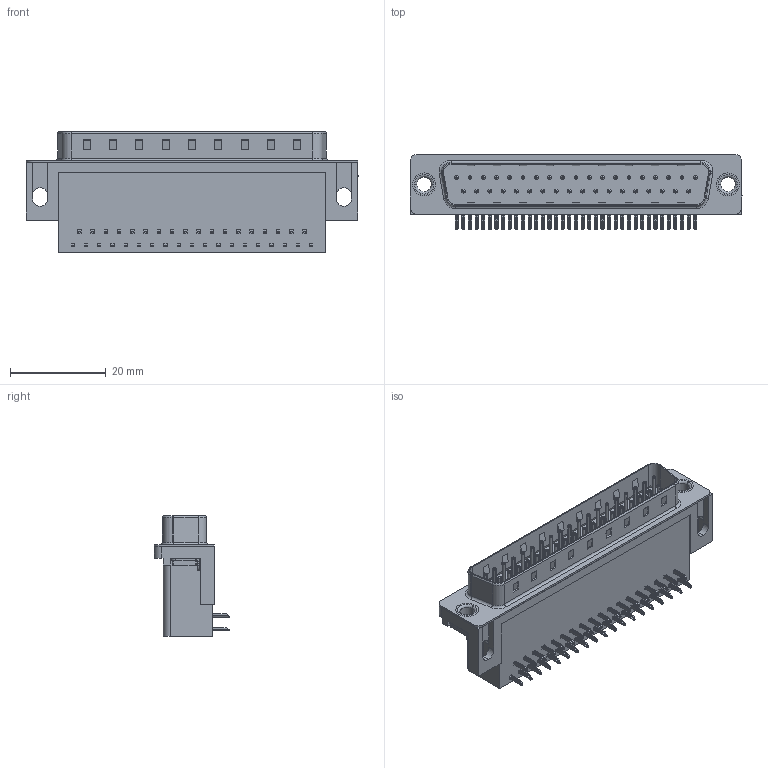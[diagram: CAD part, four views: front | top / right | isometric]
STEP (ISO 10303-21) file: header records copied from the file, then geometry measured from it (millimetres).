
FILE_DESCRIPTION (( 'STEP AP203' ), '1' );
FILE_NAME ('625-037-662-001.STEP', '2018-11-06T06:19:26', ( '' ), ( '' ), 'SwSTEP 2.0', 'SolidWorks 2016', '' );
FILE_SCHEMA (( 'CONFIG_CONTROL_DESIGN' ));
Length unit declared in the file: millimetre
Products named in the file (7): 625 Thru Hole Rivet; 625-037-662-001; 625 Housing_37 Socket; 625 Shell_37 Socket; 625 Contact Bottom; 625 Contact Top; 625 Non Board Mount
Assembly tree (43 placements, depth 2):
  625-037-662-001
    625 Housing_37 Socket
    625 Shell_37 Socket
    625 Contact Bottom  x18
    625 Contact Top  x19
    625 Non Board Mount  x2
    625 Thru Hole Rivet  x2
Bounding box: 69.4 x 15.73 x 25.16 mm (x, y, z)
Volume: 12560.8 mm3; surface area: 11596.7 mm2
Topology: 43 solids, 43 shells, 3159 faces, 7791 edges, 4799 vertices
Faces by surface type: plane 2015, cylinder 895, torus 249
Entity records: 24549 total; most frequent: DIRECTION 3996, CARTESIAN_POINT 3959, ORIENTED_EDGE 3792, EDGE_CURVE 1896, VECTOR 1400, LINE 1400, AXIS2_PLACEMENT_3D 1298, VERTEX_POINT 1221
